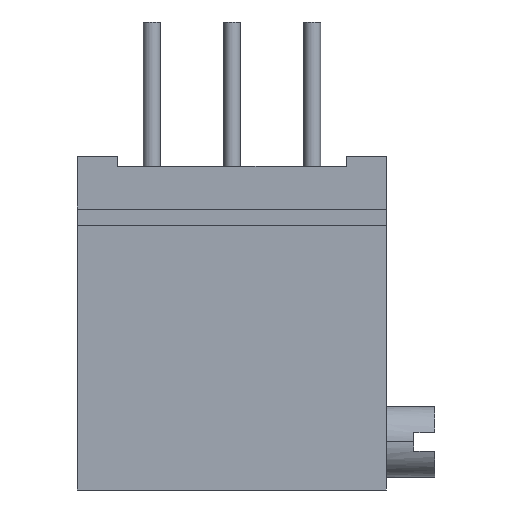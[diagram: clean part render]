
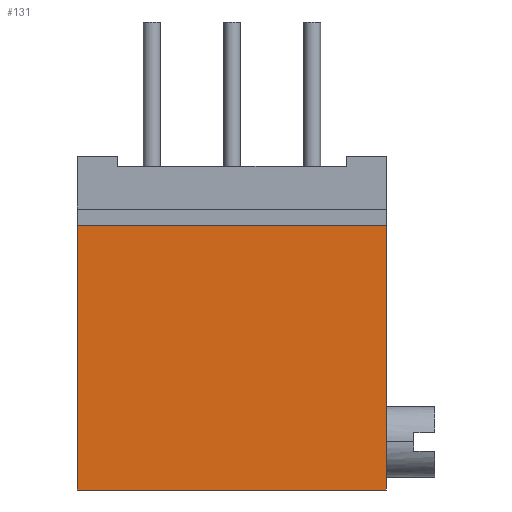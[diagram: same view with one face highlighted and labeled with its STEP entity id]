
A CAD part, front view. The second image highlights one B-rep face of the part: STEP entity #131.
In plain terms, the highlighted planar face has unit normal (0, -1, 0).
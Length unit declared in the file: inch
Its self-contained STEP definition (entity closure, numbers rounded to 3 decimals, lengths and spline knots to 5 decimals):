
#30 = AXIS2_PLACEMENT_3D ( 'NONE', #889, #1028, #1155 ) ;
#72 = VECTOR ( 'NONE', #856, 39.37008 ) ;
#101 = DIRECTION ( 'NONE',  ( -1., 0., 0. ) ) ;
#131 = ADVANCED_FACE ( 'NONE', ( #1045 ), #1160, .F. ) ;
#279 = VECTOR ( 'NONE', #1541, 39.37008 ) ;
#298 = CARTESIAN_POINT ( 'NONE',  ( 0.1925, 0., -0.186 ) ) ;
#346 = CARTESIAN_POINT ( 'NONE',  ( 0.1925, 0., 0.144 ) ) ;
#403 = LINE ( 'NONE', #346, #72 ) ;
#541 = LINE ( 'NONE', #1318, #956 ) ;
#545 = DIRECTION ( 'NONE',  ( 0., 0., 1. ) ) ;
#562 = EDGE_CURVE ( 'NONE', #1665, #1098, #1298, .T. ) ;
#588 = ORIENTED_EDGE ( 'NONE', *, *, #562, .F. ) ;
#672 = EDGE_CURVE ( 'NONE', #1098, #993, #541, .T. ) ;
#723 = CARTESIAN_POINT ( 'NONE',  ( -0.1925, 0., -0.186 ) ) ;
#736 = CARTESIAN_POINT ( 'NONE',  ( 0.1925, 0., -0.186 ) ) ;
#758 = EDGE_LOOP ( 'NONE', ( #1161, #588, #1419, #1620 ) ) ;
#856 = DIRECTION ( 'NONE',  ( 0., 0., -1. ) ) ;
#889 = CARTESIAN_POINT ( 'NONE',  ( 0., 0., 0. ) ) ;
#956 = VECTOR ( 'NONE', #545, 39.37008 ) ;
#970 = VECTOR ( 'NONE', #101, 39.37008 ) ;
#993 = VERTEX_POINT ( 'NONE', #1597 ) ;
#1008 = LINE ( 'NONE', #1169, #279 ) ;
#1028 = DIRECTION ( 'NONE',  ( 0., 1., 0. ) ) ;
#1045 = FACE_OUTER_BOUND ( 'NONE', #758, .T. ) ;
#1079 = EDGE_CURVE ( 'NONE', #1118, #1665, #403, .T. ) ;
#1098 = VERTEX_POINT ( 'NONE', #723 ) ;
#1118 = VERTEX_POINT ( 'NONE', #1239 ) ;
#1155 = DIRECTION ( 'NONE',  ( 1., 0., 0. ) ) ;
#1160 = PLANE ( 'NONE',  #30 ) ;
#1161 = ORIENTED_EDGE ( 'NONE', *, *, #672, .F. ) ;
#1169 = CARTESIAN_POINT ( 'NONE',  ( -0.1925, 0., 0.144 ) ) ;
#1239 = CARTESIAN_POINT ( 'NONE',  ( 0.1925, 0., 0.144 ) ) ;
#1298 = LINE ( 'NONE', #736, #970 ) ;
#1318 = CARTESIAN_POINT ( 'NONE',  ( -0.1925, 0., -0.186 ) ) ;
#1382 = EDGE_CURVE ( 'NONE', #993, #1118, #1008, .T. ) ;
#1419 = ORIENTED_EDGE ( 'NONE', *, *, #1079, .F. ) ;
#1541 = DIRECTION ( 'NONE',  ( 1., 0., 0. ) ) ;
#1597 = CARTESIAN_POINT ( 'NONE',  ( -0.1925, 0., 0.144 ) ) ;
#1620 = ORIENTED_EDGE ( 'NONE', *, *, #1382, .F. ) ;
#1665 = VERTEX_POINT ( 'NONE', #298 ) ;
